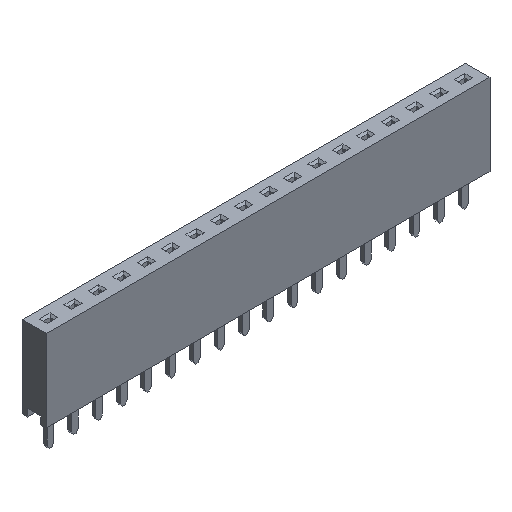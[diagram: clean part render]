
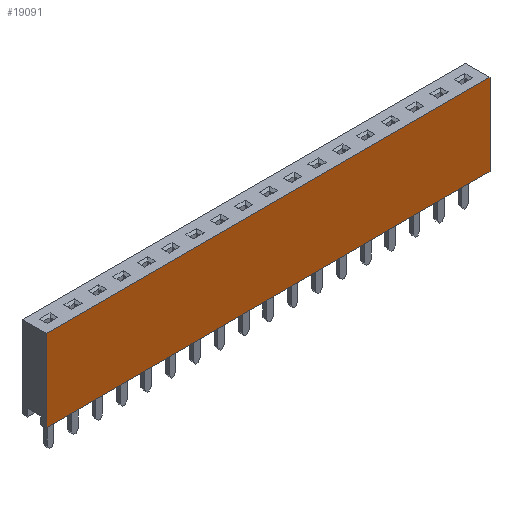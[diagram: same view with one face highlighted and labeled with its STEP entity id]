
A CAD part, isometric view. The second image highlights one B-rep face of the part: STEP entity #19091.
In plain terms, the highlighted planar face has unit normal (0, -1, 0).
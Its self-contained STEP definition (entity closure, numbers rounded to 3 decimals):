
#2804=ORIENTED_EDGE('',*,*,#5912,.T.);
#2805=ORIENTED_EDGE('',*,*,#5913,.T.);
#2806=ORIENTED_EDGE('',*,*,#5900,.T.);
#2807=ORIENTED_EDGE('',*,*,#5911,.T.);
#5900=EDGE_CURVE('',#7457,#7456,#9018,.T.);
#5911=EDGE_CURVE('',#7456,#7465,#9029,.T.);
#5912=EDGE_CURVE('',#7465,#7466,#9030,.T.);
#5913=EDGE_CURVE('',#7466,#7457,#9031,.T.);
#7456=VERTEX_POINT('',#27350);
#7457=VERTEX_POINT('',#27352);
#7465=VERTEX_POINT('',#27372);
#7466=VERTEX_POINT('',#27376);
#9018=LINE('',#27351,#10860);
#9029=LINE('',#27373,#10871);
#9030=LINE('',#27375,#10872);
#9031=LINE('',#27377,#10873);
#10860=VECTOR('',#22768,1000.);
#10871=VECTOR('',#22783,1000.);
#10872=VECTOR('',#22786,1000.);
#10873=VECTOR('',#22787,1000.);
#11609=EDGE_LOOP('',(#2804,#2805,#2806,#2807));
#12393=FACE_BOUND('',#11609,.T.);
#13177=PLANE('',#19918);
#19091=ADVANCED_FACE('',(#12393),#13177,.T.);
#19918=AXIS2_PLACEMENT_3D('',#27374,#22784,#22785);
#22768=DIRECTION('',(1.,0.,0.));
#22783=DIRECTION('',(0.,0.,1.));
#22784=DIRECTION('',(0.,-1.,0.));
#22785=DIRECTION('',(0.,0.,-1.));
#22786=DIRECTION('',(-1.,0.,0.));
#22787=DIRECTION('',(0.,0.,-1.));
#27350=CARTESIAN_POINT('',(23.11,-1.25,-4.25));
#27351=CARTESIAN_POINT('',(-23.11,-1.25,-4.25));
#27352=CARTESIAN_POINT('',(-23.11,-1.25,-4.25));
#27372=CARTESIAN_POINT('',(23.11,-1.25,4.25));
#27373=CARTESIAN_POINT('',(23.11,-1.25,-4.25));
#27374=CARTESIAN_POINT('',(0.,-1.25,0.));
#27375=CARTESIAN_POINT('',(23.11,-1.25,4.25));
#27376=CARTESIAN_POINT('',(-23.11,-1.25,4.25));
#27377=CARTESIAN_POINT('',(-23.11,-1.25,4.25));
